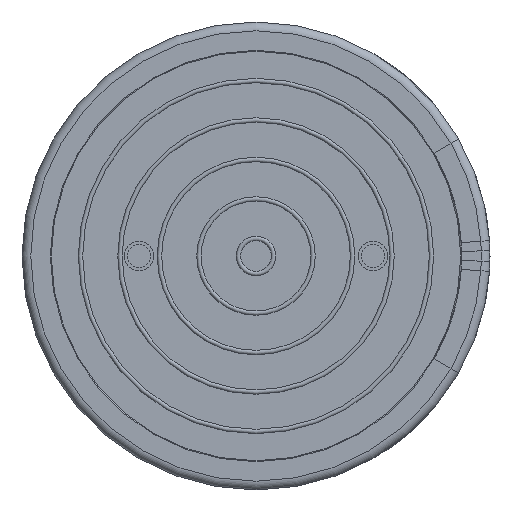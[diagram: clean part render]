
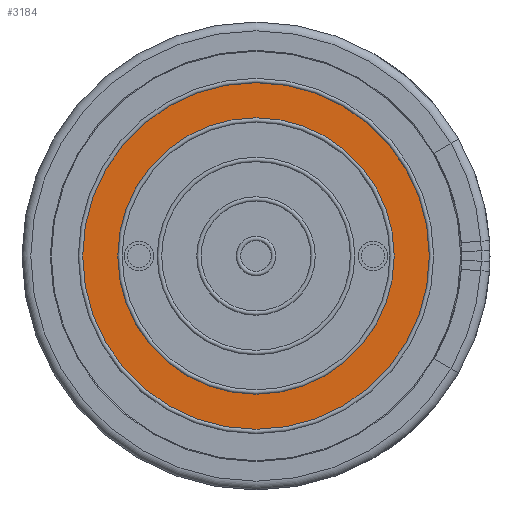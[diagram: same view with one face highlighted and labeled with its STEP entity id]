
A CAD part, front view. The second image highlights one B-rep face of the part: STEP entity #3184.
In plain terms, the highlighted planar face has unit normal (0, -1, 0).
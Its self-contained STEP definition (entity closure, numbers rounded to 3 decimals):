
#73=FACE_BOUND('',#505,.T.);
#229=PLANE('',#3551);
#351=FACE_OUTER_BOUND('',#504,.T.);
#504=EDGE_LOOP('',(#2844,#2845));
#505=EDGE_LOOP('',(#2846,#2847));
#999=CIRCLE('',#3519,5.925);
#1000=CIRCLE('',#3520,5.925);
#1012=CIRCLE('',#3536,4.725);
#1013=CIRCLE('',#3537,4.725);
#1402=VERTEX_POINT('',#6339);
#1403=VERTEX_POINT('',#6340);
#1414=VERTEX_POINT('',#6371);
#1415=VERTEX_POINT('',#6372);
#1880=EDGE_CURVE('',#1402,#1403,#999,.T.);
#1881=EDGE_CURVE('',#1403,#1402,#1000,.T.);
#1896=EDGE_CURVE('',#1414,#1415,#1012,.T.);
#1897=EDGE_CURVE('',#1415,#1414,#1013,.T.);
#2844=ORIENTED_EDGE('',*,*,#1880,.T.);
#2845=ORIENTED_EDGE('',*,*,#1881,.T.);
#2846=ORIENTED_EDGE('',*,*,#1896,.T.);
#2847=ORIENTED_EDGE('',*,*,#1897,.T.);
#3184=ADVANCED_FACE('',(#351,#73),#229,.T.);
#3519=AXIS2_PLACEMENT_3D('',#6341,#4300,#4301);
#3520=AXIS2_PLACEMENT_3D('',#6342,#4302,#4303);
#3536=AXIS2_PLACEMENT_3D('',#6373,#4337,#4338);
#3537=AXIS2_PLACEMENT_3D('',#6374,#4339,#4340);
#3551=AXIS2_PLACEMENT_3D('',#6398,#4369,#4370);
#4300=DIRECTION('center_axis',(0.,-1.,0.));
#4301=DIRECTION('ref_axis',(-1.,0.,0.));
#4302=DIRECTION('center_axis',(0.,-1.,0.));
#4303=DIRECTION('ref_axis',(-1.,0.,0.));
#4337=DIRECTION('center_axis',(0.,1.,0.));
#4338=DIRECTION('ref_axis',(-1.,0.,0.));
#4339=DIRECTION('center_axis',(0.,1.,0.));
#4340=DIRECTION('ref_axis',(-1.,0.,0.));
#4369=DIRECTION('center_axis',(0.,-1.,0.));
#4370=DIRECTION('ref_axis',(0.,0.,-1.));
#6339=CARTESIAN_POINT('',(-5.925,0.1,0.));
#6340=CARTESIAN_POINT('',(5.925,0.1,0.));
#6341=CARTESIAN_POINT('Origin',(0.,0.1,0.));
#6342=CARTESIAN_POINT('Origin',(0.,0.1,0.));
#6371=CARTESIAN_POINT('',(-4.725,0.1,0.));
#6372=CARTESIAN_POINT('',(4.725,0.1,0.));
#6373=CARTESIAN_POINT('Origin',(0.,0.1,0.));
#6374=CARTESIAN_POINT('Origin',(0.,0.1,0.));
#6398=CARTESIAN_POINT('Origin',(0.,0.1,0.));
